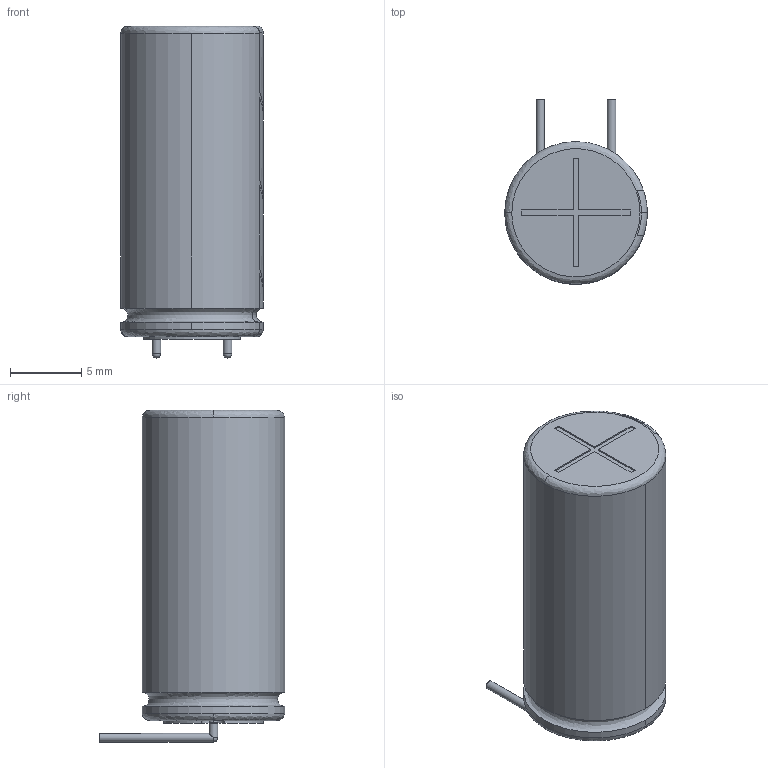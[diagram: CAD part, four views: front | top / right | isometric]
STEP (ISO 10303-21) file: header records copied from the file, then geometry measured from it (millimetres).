
FILE_DESCRIPTION(('FreeCAD Model'),'2;1');
FILE_NAME('C_THRAD-100x220x050-.step','2021-11-25T12:30:10',('Author'),(''), 'Open CASCADE STEP processor 7.3','FreeCAD','Unknown');
FILE_SCHEMA(('AUTOMOTIVE_DESIGN { 1 0 10303 214 1 1 1 1 }'));
Length unit declared in the file: millimetre
Products named in the file (3): Cut001; Fusion002; Fusion003
Bounding box: 10.01 x 13 x 23.31 mm (x, y, z)
Volume: 1706.2 mm3; surface area: 897.1 mm2
Topology: 3 solids, 3 shells, 103 faces, 261 edges, 172 vertices
Faces by surface type: plane 53, cylinder 35, bspline 11, cone 2, sphere 2
Full cylindrical faces by diameter (mm): 0.6 x4
Entity records: 9931 total; most frequent: CARTESIAN_POINT 4317, DIRECTION 818, ORIENTED_EDGE 518, PCURVE 518, DEFINITIONAL_REPRESENTATION 518, LINE 468, VECTOR 468, EDGE_CURVE 259
